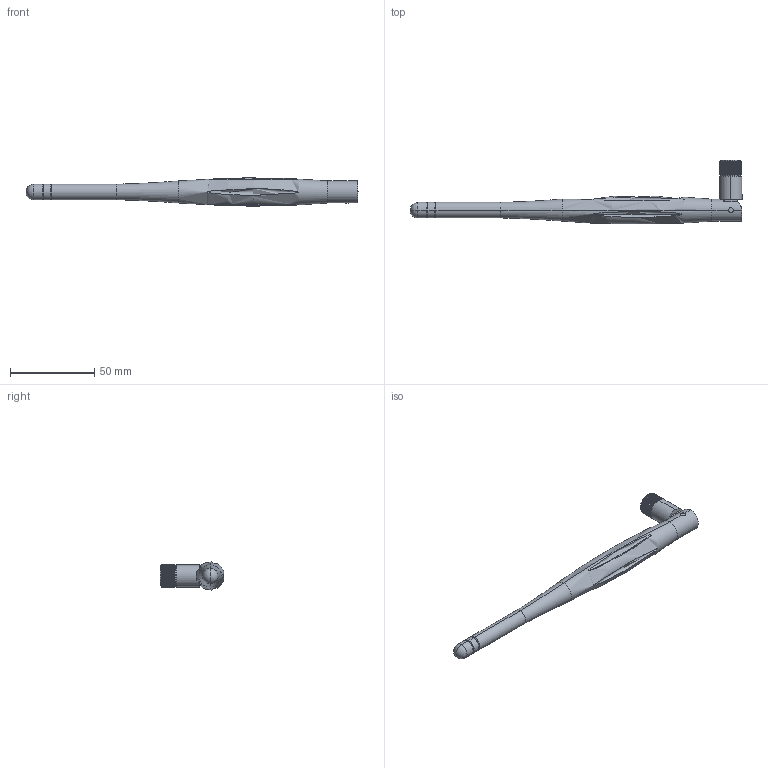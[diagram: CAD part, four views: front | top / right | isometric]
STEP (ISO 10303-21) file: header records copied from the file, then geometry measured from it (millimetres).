
FILE_DESCRIPTION (( 'STEP AP203' ), '1' );
FILE_NAME ('PE51RD1008.step', '2020-08-19T21:41:32', ( '' ), ( '' ), 'SwSTEP 2.0', 'SolidWorks 2018', '' );
FILE_SCHEMA (( 'CONFIG_CONTROL_DESIGN' ));
Length unit declared in the file: inch
Products named in the file (3): Body^PE51RD1008; PE51RD1008; HG903RD_SWIVEL SM^PE51RD1008_RP SMA PLUG
Assembly tree (2 placements, depth 2):
  PE51RD1008
    Body^PE51RD1008
    HG903RD_SWIVEL SM^PE51RD1008_RP SMA PLUG
Bounding box: 197.33 x 37.87 x 16.75 mm (x, y, z)
Volume: 27210 mm3; surface area: 11599.9 mm2
Topology: 2 solids, 2 shells, 396 faces, 1057 edges, 681 vertices
Faces by surface type: cylinder 201, plane 150, torus 23, cone 20, sphere 2
Entity records: 14337 total; most frequent: CARTESIAN_POINT 3802, DIRECTION 2265, ORIENTED_EDGE 2108, EDGE_CURVE 1054, AXIS2_PLACEMENT_3D 826, VERTEX_POINT 680, LINE 613, VECTOR 613
